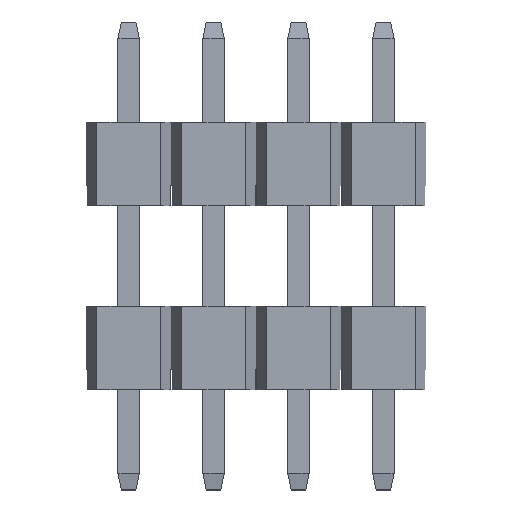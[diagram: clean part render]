
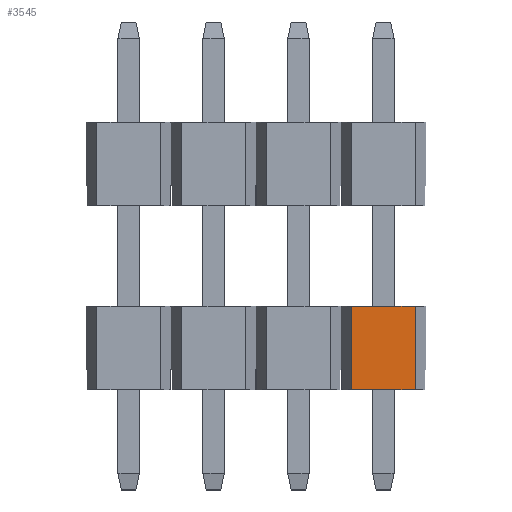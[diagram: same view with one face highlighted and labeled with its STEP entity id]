
A CAD part, top view. The second image highlights one B-rep face of the part: STEP entity #3545.
In plain terms, the highlighted planar face has unit normal (0, 0, 1).
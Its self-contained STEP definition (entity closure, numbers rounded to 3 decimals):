
#21=DIRECTION('',(1.,0.,0.));
#22=VECTOR('',#21,1.9);
#23=CARTESIAN_POINT('',(2.86,0.,1.27));
#24=LINE('',#23,#22);
#949=DIRECTION('',(0.,1.,0.));
#950=VECTOR('',#949,2.5);
#951=CARTESIAN_POINT('',(2.86,0.,1.27));
#952=LINE('',#951,#950);
#953=DIRECTION('',(1.,0.,0.));
#954=VECTOR('',#953,1.9);
#955=CARTESIAN_POINT('',(2.86,2.5,1.27));
#956=LINE('',#955,#954);
#957=DIRECTION('',(0.,1.,0.));
#958=VECTOR('',#957,2.5);
#959=CARTESIAN_POINT('',(4.76,0.,1.27));
#960=LINE('',#959,#958);
#1846=CARTESIAN_POINT('',(4.76,0.,1.27));
#1848=VERTEX_POINT('',#1846);
#1857=CARTESIAN_POINT('',(4.76,2.5,1.27));
#1858=VERTEX_POINT('',#1857);
#1881=CARTESIAN_POINT('',(2.86,0.,1.27));
#1883=VERTEX_POINT('',#1881);
#1901=CARTESIAN_POINT('',(2.86,2.5,1.27));
#1902=VERTEX_POINT('',#1901);
#3533=CARTESIAN_POINT('',(-5.08,0.,1.27));
#3534=DIRECTION('',(0.,0.,1.));
#3535=DIRECTION('',(1.,0.,0.));
#3536=AXIS2_PLACEMENT_3D('',#3533,#3534,#3535);
#3537=PLANE('',#3536);
#3538=ORIENTED_EDGE('',*,*,#3478,.T.);
#3539=ORIENTED_EDGE('',*,*,#2972,.T.);
#3541=ORIENTED_EDGE('',*,*,#3540,.F.);
#3542=ORIENTED_EDGE('',*,*,#2456,.F.);
#3543=EDGE_LOOP('',(#3538,#3539,#3541,#3542));
#3544=FACE_OUTER_BOUND('',#3543,.F.);
#2456=EDGE_CURVE('',#1883,#1848,#24,.T.);
#2972=EDGE_CURVE('',#1902,#1858,#956,.T.);
#3478=EDGE_CURVE('',#1883,#1902,#952,.T.);
#3540=EDGE_CURVE('',#1848,#1858,#960,.T.);
#3545=ADVANCED_FACE('',(#3544),#3537,.T.);
